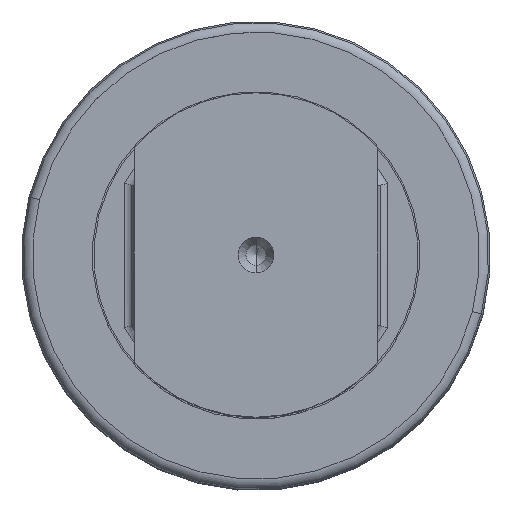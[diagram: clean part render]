
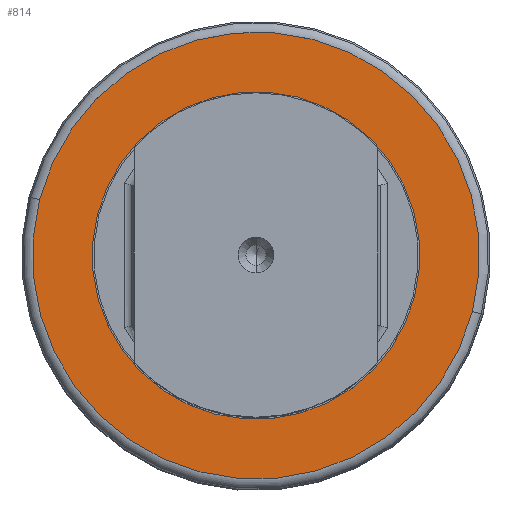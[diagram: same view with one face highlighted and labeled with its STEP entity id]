
A CAD part, top view. The second image highlights one B-rep face of the part: STEP entity #814.
In plain terms, the highlighted planar face has unit normal (0, 0, 1).
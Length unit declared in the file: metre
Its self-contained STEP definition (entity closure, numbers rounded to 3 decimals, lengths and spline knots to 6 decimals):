
#814=ADVANCED_FACE('0:6876',(#1841,#1842),#1843,.T.);
#1841=FACE_OUTER_BOUND('',#3133,.T.);
#1842=FACE_BOUND('',#3134,.T.);
#1843=PLANE('',#3135);
#3133=EDGE_LOOP('',(#5489,#5490));
#3134=EDGE_LOOP('',(#5491,#5492));
#3135=AXIS2_PLACEMENT_3D('',#5493,#5494,#5495);
#5489=ORIENTED_EDGE('',*,*,#7104,.T.);
#5490=ORIENTED_EDGE('',*,*,#7597,.T.);
#5491=ORIENTED_EDGE('',*,*,#7698,.F.);
#5492=ORIENTED_EDGE('',*,*,#7823,.F.);
#5493=CARTESIAN_POINT('',(-0.004786,-0.018488,-0.00533));
#5494=DIRECTION('',(0.,0.,1.0));
#5495=DIRECTION('',(-0.251,-0.968,0.));
#7104=EDGE_CURVE('0:7518',#8440,#8438,#8441,.T.);
#7597=EDGE_CURVE('',#8438,#8440,#9220,.T.);
#7698=EDGE_CURVE('0:7521',#9360,#9358,#9362,.T.);
#7823=EDGE_CURVE('',#9358,#9360,#9524,.T.);
#8438=VERTEX_POINT('',#10222);
#8440=VERTEX_POINT('',#10224);
#8441=CIRCLE('',#10225,0.022045);
#9220=CIRCLE('',#14863,0.022045);
#9358=VERTEX_POINT('',#16885);
#9360=VERTEX_POINT('',#16888);
#9362=CIRCLE('',#16891,0.01615);
#9524=CIRCLE('',#17147,0.01615);
#10222=CARTESIAN_POINT('',(0.021342,-0.005524,-0.00533));
#10224=CARTESIAN_POINT('',(-0.021342,0.005524,-0.00533));
#10225=AXIS2_PLACEMENT_3D('',#19626,#19627,#19628);
#14863=AXIS2_PLACEMENT_3D('',#20536,#20537,#20538);
#16885=CARTESIAN_POINT('',(-0.004047,-0.015635,-0.00533));
#16888=CARTESIAN_POINT('',(0.004047,0.015635,-0.00533));
#16891=AXIS2_PLACEMENT_3D('',#20713,#20714,#20715);
#17147=AXIS2_PLACEMENT_3D('',#20925,#20926,#20927);
#19626=CARTESIAN_POINT('',(0.,0.,-0.00533));
#19627=DIRECTION('',(0.,0.,1.0));
#19628=DIRECTION('',(-0.251,-0.968,0.));
#20536=CARTESIAN_POINT('',(0.,0.,-0.00533));
#20537=DIRECTION('',(0.,0.,1.0));
#20538=DIRECTION('',(-0.251,-0.968,0.));
#20713=CARTESIAN_POINT('',(0.,0.,-0.00533));
#20714=DIRECTION('',(0.,0.,1.0));
#20715=DIRECTION('',(-0.251,-0.968,0.));
#20925=CARTESIAN_POINT('',(0.,0.,-0.00533));
#20926=DIRECTION('',(0.,0.,1.0));
#20927=DIRECTION('',(-0.251,-0.968,0.));
